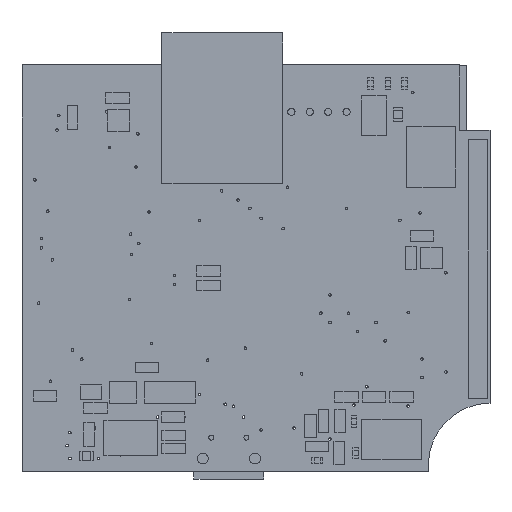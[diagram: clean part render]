
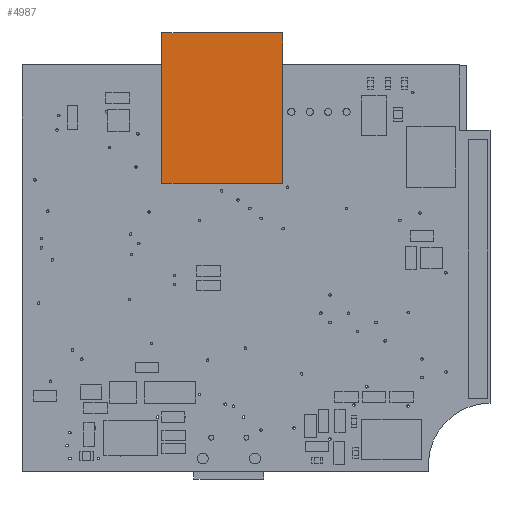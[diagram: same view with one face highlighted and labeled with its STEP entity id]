
A CAD part, top view. The second image highlights one B-rep face of the part: STEP entity #4987.
In plain terms, the highlighted planar face has unit normal (0, 0, 1).
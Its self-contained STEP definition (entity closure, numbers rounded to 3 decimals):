
#660=PLANE('',#5728);
#909=FACE_OUTER_BOUND('',#1350,.T.);
#1350=EDGE_LOOP('',(#4489,#4490,#4491,#4492));
#1715=LINE('',#8383,#2136);
#1716=LINE('',#8385,#2137);
#1717=LINE('',#8387,#2138);
#1718=LINE('',#8388,#2139);
#2136=VECTOR('',#7000,10.);
#2137=VECTOR('',#7001,10.);
#2138=VECTOR('',#7002,10.);
#2139=VECTOR('',#7003,10.);
#2772=VERTEX_POINT('',#8381);
#2773=VERTEX_POINT('',#8382);
#2774=VERTEX_POINT('',#8384);
#2775=VERTEX_POINT('',#8386);
#3355=EDGE_CURVE('',#2772,#2773,#1715,.T.);
#3356=EDGE_CURVE('',#2773,#2774,#1716,.T.);
#3357=EDGE_CURVE('',#2774,#2775,#1717,.T.);
#3358=EDGE_CURVE('',#2775,#2772,#1718,.T.);
#4489=ORIENTED_EDGE('',*,*,#3355,.T.);
#4490=ORIENTED_EDGE('',*,*,#3356,.T.);
#4491=ORIENTED_EDGE('',*,*,#3357,.T.);
#4492=ORIENTED_EDGE('',*,*,#3358,.T.);
#4987=ADVANCED_FACE('',(#909),#660,.T.);
#5728=AXIS2_PLACEMENT_3D('',#8380,#6998,#6999);
#6998=DIRECTION('center_axis',(0.,0.,1.));
#6999=DIRECTION('ref_axis',(1.,0.,0.));
#7000=DIRECTION('',(0.,1.,0.));
#7001=DIRECTION('',(-1.,0.,0.));
#7002=DIRECTION('',(0.,-1.,0.));
#7003=DIRECTION('',(1.,0.,0.));
#8380=CARTESIAN_POINT('Origin',(7.375,-9.782,0.1));
#8381=CARTESIAN_POINT('',(15.725,-20.164,0.1));
#8382=CARTESIAN_POINT('',(15.725,0.6,0.1));
#8383=CARTESIAN_POINT('',(15.725,-9.782,0.1));
#8384=CARTESIAN_POINT('',(-0.975,0.6,0.1));
#8385=CARTESIAN_POINT('',(7.375,0.6,0.1));
#8386=CARTESIAN_POINT('',(-0.975,-20.164,0.1));
#8387=CARTESIAN_POINT('',(-0.975,-9.782,0.1));
#8388=CARTESIAN_POINT('',(7.375,-20.164,0.1));
